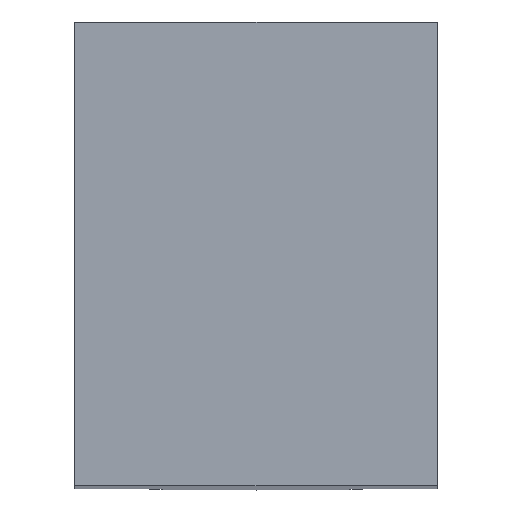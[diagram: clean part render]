
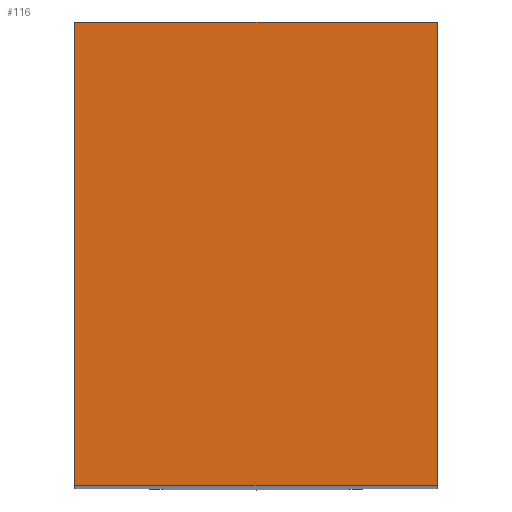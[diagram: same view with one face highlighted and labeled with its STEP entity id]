
A CAD part, top view. The second image highlights one B-rep face of the part: STEP entity #116.
In plain terms, the highlighted planar face has unit normal (0, 0, 1).
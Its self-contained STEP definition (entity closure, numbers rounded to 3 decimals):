
#116=ADVANCED_FACE('',(#160),#137,.F.);
#137=PLANE('',#555);
#160=FACE_OUTER_BOUND('',#181,.T.);
#181=EDGE_LOOP('',(#298,#299,#300,#301));
#298=ORIENTED_EDGE('',*,*,#375,.F.);
#299=ORIENTED_EDGE('',*,*,#429,.F.);
#300=ORIENTED_EDGE('',*,*,#427,.F.);
#301=ORIENTED_EDGE('',*,*,#384,.F.);
#330=VERTEX_POINT('',#720);
#331=VERTEX_POINT('',#722);
#338=VERTEX_POINT('',#744);
#365=VERTEX_POINT('',#828);
#375=EDGE_CURVE('',#330,#331,#441,.T.);
#384=EDGE_CURVE('',#331,#338,#445,.T.);
#427=EDGE_CURVE('',#338,#365,#478,.T.);
#429=EDGE_CURVE('',#365,#330,#480,.T.);
#441=LINE('',#721,#483);
#445=LINE('',#743,#487);
#478=LINE('',#827,#520);
#480=LINE('',#831,#522);
#483=VECTOR('',#577,1.);
#487=VECTOR('',#591,1.);
#520=VECTOR('',#672,1.);
#522=VECTOR('',#676,1.);
#555=AXIS2_PLACEMENT_3D('',#833,#679,#680);
#577=DIRECTION('',(0.,1.,0.));
#591=DIRECTION('',(1.,0.,0.));
#672=DIRECTION('',(0.,-1.,0.));
#676=DIRECTION('',(-1.,0.,0.));
#679=DIRECTION('',(0.,0.,-1.));
#680=DIRECTION('',(0.,-1.,0.));
#720=CARTESIAN_POINT('',(0.,0.,0.));
#721=CARTESIAN_POINT('',(0.,0.,0.));
#722=CARTESIAN_POINT('',(0.,32.,0.));
#743=CARTESIAN_POINT('',(0.,32.,0.));
#744=CARTESIAN_POINT('',(25.,32.,0.));
#827=CARTESIAN_POINT('',(25.,32.,0.));
#828=CARTESIAN_POINT('',(25.,0.,0.));
#831=CARTESIAN_POINT('',(25.,0.,0.));
#833=CARTESIAN_POINT('',(12.5,16.,0.));
